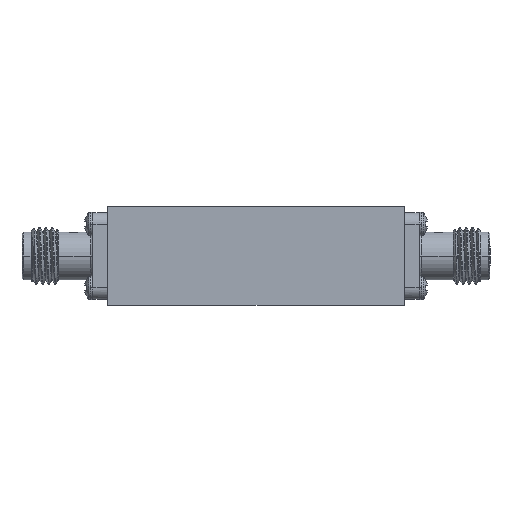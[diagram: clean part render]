
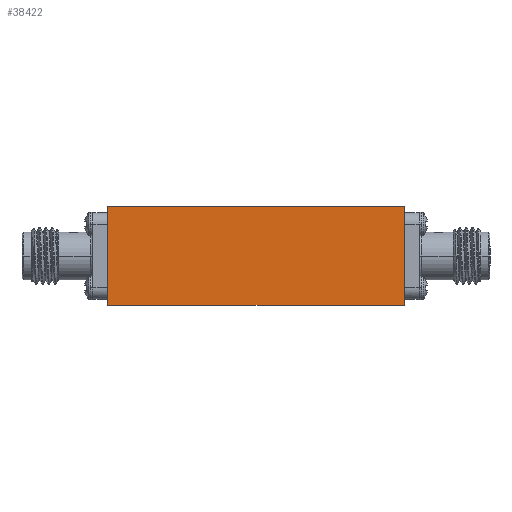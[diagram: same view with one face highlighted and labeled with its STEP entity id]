
A CAD part, front view. The second image highlights one B-rep face of the part: STEP entity #38422.
In plain terms, the highlighted planar face has unit normal (0, -1, 0).
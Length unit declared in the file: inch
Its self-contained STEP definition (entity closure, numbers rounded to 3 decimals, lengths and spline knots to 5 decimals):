
#125 = LINE ( 'NONE', #37726, #39317 ) ;
#446 = VERTEX_POINT ( 'NONE', #28761 ) ;
#2340 = DIRECTION ( 'NONE',  ( 0., 1., 0. ) ) ;
#6475 = CARTESIAN_POINT ( 'NONE',  ( -0.64961, -0.29528, -0.21654 ) ) ;
#6846 = ORIENTED_EDGE ( 'NONE', *, *, #36219, .T. ) ;
#8239 = PLANE ( 'NONE',  #26111 ) ;
#11412 = CARTESIAN_POINT ( 'NONE',  ( -0.64961, -0.29528, 0.21654 ) ) ;
#11546 = CARTESIAN_POINT ( 'NONE',  ( -0.64961, -0.29528, 0.21654 ) ) ;
#12901 = LINE ( 'NONE', #21530, #25015 ) ;
#13843 = DIRECTION ( 'NONE',  ( 0., 0., -1. ) ) ;
#14673 = DIRECTION ( 'NONE',  ( 0., 0., 1. ) ) ;
#15610 = VECTOR ( 'NONE', #36132, 39.37008 ) ;
#19081 = VERTEX_POINT ( 'NONE', #6475 ) ;
#21329 = VERTEX_POINT ( 'NONE', #23092 ) ;
#21530 = CARTESIAN_POINT ( 'NONE',  ( -0.64961, -0.29528, 0.21654 ) ) ;
#22235 = VERTEX_POINT ( 'NONE', #11412 ) ;
#22236 = EDGE_CURVE ( 'NONE', #19081, #446, #35647, .T. ) ;
#22361 = DIRECTION ( 'NONE',  ( 0., 0., -1. ) ) ;
#23092 = CARTESIAN_POINT ( 'NONE',  ( 0.64961, -0.29528, 0.21654 ) ) ;
#25015 = VECTOR ( 'NONE', #22361, 39.37008 ) ;
#25405 = DIRECTION ( 'NONE',  ( 1., 0., 0. ) ) ;
#26111 = AXIS2_PLACEMENT_3D ( 'NONE', #11546, #2340, #14673 ) ;
#27555 = EDGE_CURVE ( 'NONE', #21329, #446, #38821, .T. ) ;
#28761 = CARTESIAN_POINT ( 'NONE',  ( 0.64961, -0.29528, -0.21654 ) ) ;
#30479 = VECTOR ( 'NONE', #13843, 39.37008 ) ;
#32408 = CARTESIAN_POINT ( 'NONE',  ( 0.64961, -0.29528, 0.21654 ) ) ;
#32739 = ORIENTED_EDGE ( 'NONE', *, *, #22236, .T. ) ;
#33487 = ORIENTED_EDGE ( 'NONE', *, *, #37775, .F. ) ;
#33716 = ORIENTED_EDGE ( 'NONE', *, *, #27555, .F. ) ;
#35647 = LINE ( 'NONE', #36000, #15610 ) ;
#36000 = CARTESIAN_POINT ( 'NONE',  ( -0.64961, -0.29528, -0.21654 ) ) ;
#36132 = DIRECTION ( 'NONE',  ( 1., 0., 0. ) ) ;
#36219 = EDGE_CURVE ( 'NONE', #22235, #19081, #12901, .T. ) ;
#37726 = CARTESIAN_POINT ( 'NONE',  ( -0.64961, -0.29528, 0.21654 ) ) ;
#37775 = EDGE_CURVE ( 'NONE', #22235, #21329, #125, .T. ) ;
#37812 = FACE_OUTER_BOUND ( 'NONE', #38115, .T. ) ;
#38115 = EDGE_LOOP ( 'NONE', ( #32739, #33716, #33487, #6846 ) ) ;
#38422 = ADVANCED_FACE ( 'NONE', ( #37812 ), #8239, .F. ) ;
#38821 = LINE ( 'NONE', #32408, #30479 ) ;
#39317 = VECTOR ( 'NONE', #25405, 39.37008 ) ;
